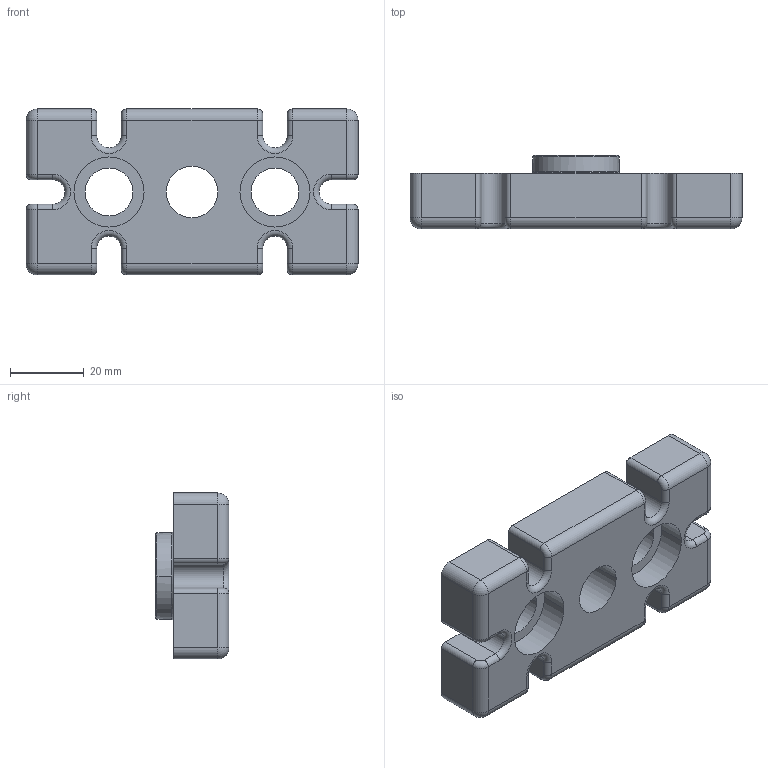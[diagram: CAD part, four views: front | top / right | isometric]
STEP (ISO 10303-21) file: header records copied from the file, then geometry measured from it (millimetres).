
FILE_DESCRIPTION (( 'STEP AP203' ), '1' );
FILE_NAME ('3_842_536_564_Bosch.step', '2024-06-10T08:33:44', ( '' ), ( '' ), 'SwSTEP 2.0', 'SolidWorks 2014', '' );
FILE_SCHEMA (( 'CONFIG_CONTROL_DESIGN' ));
Length unit declared in the file: millimetre
Products named in the file (1): 3_842_536_564_Bosch
Bounding box: 90 x 20 x 45 mm (x, y, z)
Volume: 47024.5 mm3; surface area: 14242.9 mm2
Topology: 1 solids, 1 shells, 115 faces, 276 edges, 162 vertices
Faces by surface type: cylinder 54, plane 27, torus 18, cone 12, sphere 4
Entity records: 3391 total; most frequent: DIRECTION 644, CARTESIAN_POINT 550, ORIENTED_EDGE 544, EDGE_CURVE 272, AXIS2_PLACEMENT_3D 256, VERTEX_POINT 162, CIRCLE 140, VECTOR 132
